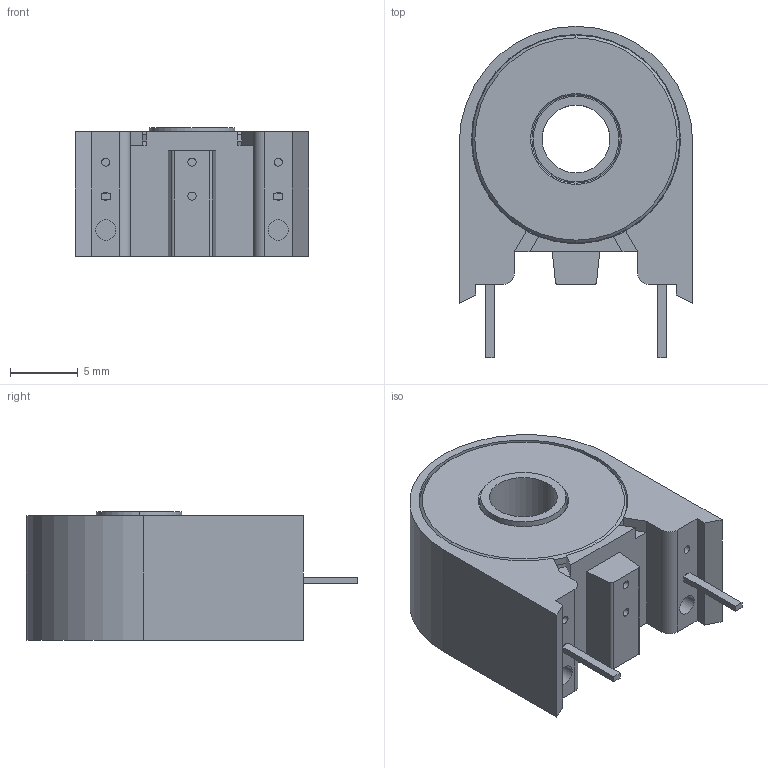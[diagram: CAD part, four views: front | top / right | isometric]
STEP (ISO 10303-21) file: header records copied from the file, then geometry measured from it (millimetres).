
FILE_DESCRIPTION(('STEP AP214'),'1');
FILE_NAME('ax-0750.stp','2017-04-24T16:26:44',('TraceParts'),('TraceParts S.A.'),'Spatial InterOp 3D',' ',' ');
FILE_SCHEMA(('automotive_design'));
Length unit declared in the file: millimetre
Products named in the file (2): ax-0750_1; ax-0750_2
Bounding box: 17.2 x 24.4 x 9.5 mm (x, y, z)
Volume: 1179 mm3; surface area: 2428.3 mm2
Topology: 2 solids, 2 shells, 87 faces, 216 edges, 142 vertices
Faces by surface type: plane 48, cylinder 31, cone 8
Entity records: 2638 total; most frequent: DIRECTION 472, CARTESIAN_POINT 447, ORIENTED_EDGE 432, EDGE_CURVE 216, AXIS2_PLACEMENT_3D 167, VERTEX_POINT 142, LINE 138, VECTOR 138
